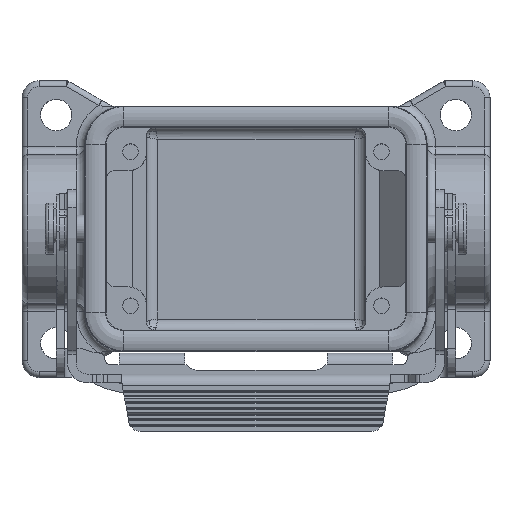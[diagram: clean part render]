
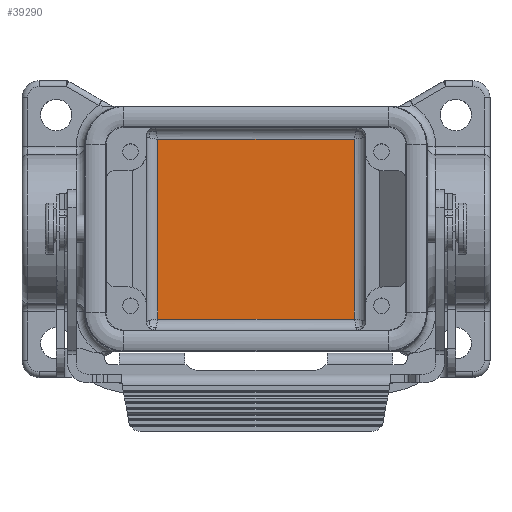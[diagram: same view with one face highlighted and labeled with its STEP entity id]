
A CAD part, top view. The second image highlights one B-rep face of the part: STEP entity #39290.
In plain terms, the highlighted planar face has unit normal (0, 0, 1).
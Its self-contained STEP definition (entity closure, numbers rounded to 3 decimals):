
#38900=CARTESIAN_POINT('',(0.,0.,4.));
#38910=DIRECTION('',(0.,-0.,1.));
#38920=DIRECTION('',(0.,1.,0.));
#38930=AXIS2_PLACEMENT_3D('',#38900,#38910,#38920);
#38940=PLANE('',#38930);
#38950=CARTESIAN_POINT('',(0.,-0.5,4.));
#38960=DIRECTION('',(1.,0.,0.));
#38970=VECTOR('',#38960,1.);
#38980=LINE('',#38950,#38970);
#38990=CARTESIAN_POINT('',(-15.75,-0.5,4.));
#39000=VERTEX_POINT('',#38990);
#39010=CARTESIAN_POINT('',(15.75,-0.5,4.));
#39020=VERTEX_POINT('',#39010);
#39030=EDGE_CURVE('',#39000,#39020,#38980,.T.);
#39040=ORIENTED_EDGE('',*,*,#39030,.T.);
#39050=CARTESIAN_POINT('',(-15.75,0.,4.));
#39060=DIRECTION('',(-0.,-1.,0.));
#39070=VECTOR('',#39060,1.);
#39080=LINE('',#39050,#39070);
#39090=CARTESIAN_POINT('',(-15.75,34.,4.));
#39100=VERTEX_POINT('',#39090);
#39110=EDGE_CURVE('',#39100,#39000,#39080,.T.);
#39120=ORIENTED_EDGE('',*,*,#39110,.T.);
#39130=CARTESIAN_POINT('',(0.,34.,4.));
#39140=DIRECTION('',(1.,0.,0.));
#39150=VECTOR('',#39140,1.);
#39160=LINE('',#39130,#39150);
#39170=CARTESIAN_POINT('',(15.75,34.,4.));
#39180=VERTEX_POINT('',#39170);
#39190=EDGE_CURVE('',#39100,#39180,#39160,.T.);
#39200=ORIENTED_EDGE('',*,*,#39190,.F.);
#39210=CARTESIAN_POINT('',(15.75,0.,4.));
#39220=DIRECTION('',(-0.,-1.,0.));
#39230=VECTOR('',#39220,1.);
#39240=LINE('',#39210,#39230);
#39250=EDGE_CURVE('',#39180,#39020,#39240,.T.);
#39260=ORIENTED_EDGE('',*,*,#39250,.F.);
#39270=EDGE_LOOP('',(#39260,#39200,#39120,#39040));
#39280=FACE_OUTER_BOUND('',#39270,.T.);
#39290=ADVANCED_FACE('',(#39280),#38940,.T.);
